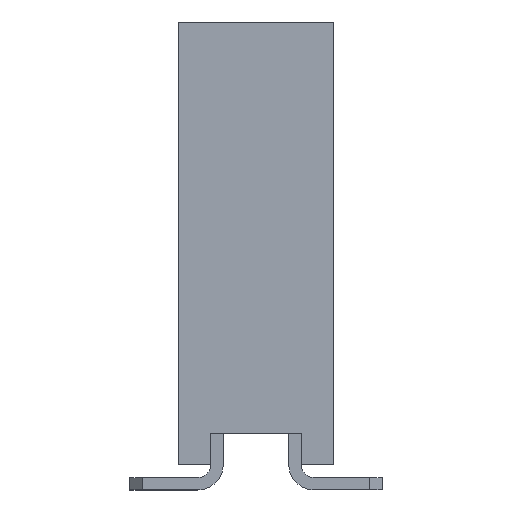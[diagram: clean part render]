
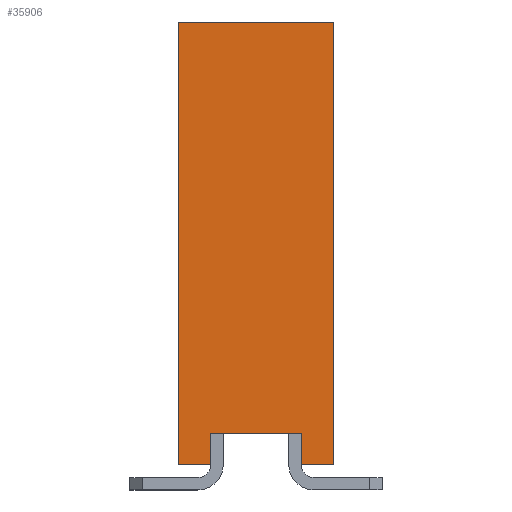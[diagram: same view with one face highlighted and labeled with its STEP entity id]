
A CAD part, front view. The second image highlights one B-rep face of the part: STEP entity #35906.
In plain terms, the highlighted face is planar.
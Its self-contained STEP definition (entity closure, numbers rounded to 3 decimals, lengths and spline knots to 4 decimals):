
#12328=ORIENTED_EDGE('',*,*,#17982,.T.);
#12329=ORIENTED_EDGE('',*,*,#17992,.T.);
#12330=ORIENTED_EDGE('',*,*,#17882,.T.);
#12331=ORIENTED_EDGE('',*,*,#17993,.T.);
#12332=ORIENTED_EDGE('',*,*,#17986,.T.);
#12333=ORIENTED_EDGE('',*,*,#17994,.F.);
#12334=ORIENTED_EDGE('',*,*,#17990,.F.);
#12335=ORIENTED_EDGE('',*,*,#17995,.T.);
#17882=EDGE_CURVE('',#21363,#21362,#24978,.T.);
#17982=EDGE_CURVE('',#21367,#21366,#25078,.T.);
#17986=EDGE_CURVE('',#21371,#21370,#25082,.T.);
#17990=EDGE_CURVE('',#21374,#21375,#25086,.T.);
#17992=EDGE_CURVE('',#21366,#21363,#25088,.T.);
#17993=EDGE_CURVE('',#21362,#21371,#25089,.T.);
#17994=EDGE_CURVE('',#21375,#21370,#25090,.T.);
#17995=EDGE_CURVE('',#21374,#21367,#25091,.T.);
#21362=VERTEX_POINT('',#60689);
#21363=VERTEX_POINT('',#60691);
#21366=VERTEX_POINT('',#60794);
#21367=VERTEX_POINT('',#60796);
#21370=VERTEX_POINT('',#60803);
#21371=VERTEX_POINT('',#60805);
#21374=VERTEX_POINT('',#60812);
#21375=VERTEX_POINT('',#60814);
#24978=LINE('',#60690,#28698);
#25078=LINE('',#60795,#28798);
#25082=LINE('',#60804,#28802);
#25086=LINE('',#60813,#28806);
#25088=LINE('',#60817,#28808);
#25089=LINE('',#60818,#28809);
#25090=LINE('',#60819,#28810);
#25091=LINE('',#60820,#28811);
#28698=VECTOR('',#48929,1000.);
#28798=VECTOR('',#49031,1000.);
#28802=VECTOR('',#49037,1000.);
#28806=VECTOR('',#49043,1000.);
#28808=VECTOR('',#49047,1000.);
#28809=VECTOR('',#49048,1000.);
#28810=VECTOR('',#49049,1000.);
#28811=VECTOR('',#49050,1000.);
#30692=EDGE_LOOP('',(#12328,#12329,#12330,#12331,#12332,#12333,#12334,#12335));
#32670=FACE_BOUND('',#30692,.T.);
#33976=PLANE('',#39220);
#35906=ADVANCED_FACE('',(#32670),#33976,.F.);
#39220=AXIS2_PLACEMENT_3D('',#60816,#49045,#49046);
#48929=DIRECTION('',(0.,0.,-1.));
#49031=DIRECTION('',(0.,0.,1.));
#49037=DIRECTION('',(0.,0.,1.));
#49043=DIRECTION('',(0.,0.,1.));
#49045=DIRECTION('',(-1.,0.,0.));
#49046=DIRECTION('',(0.,0.,1.));
#49047=DIRECTION('',(0.,1.,0.));
#49048=DIRECTION('',(0.,1.,0.));
#49049=DIRECTION('',(0.,1.,0.));
#49050=DIRECTION('',(0.,1.,0.));
#60689=CARTESIAN_POINT('',(30.73,0.725,-3.55));
#60690=CARTESIAN_POINT('',(30.73,0.725,-3.05));
#60691=CARTESIAN_POINT('',(30.73,0.725,-3.05));
#60794=CARTESIAN_POINT('',(30.73,-0.725,-3.05));
#60795=CARTESIAN_POINT('',(30.73,-0.725,-3.55));
#60796=CARTESIAN_POINT('',(30.73,-0.725,-3.55));
#60803=CARTESIAN_POINT('',(30.73,1.25,3.55));
#60804=CARTESIAN_POINT('',(30.73,1.25,-3.55));
#60805=CARTESIAN_POINT('',(30.73,1.25,-3.55));
#60812=CARTESIAN_POINT('',(30.73,-1.25,-3.55));
#60813=CARTESIAN_POINT('',(30.73,-1.25,-3.55));
#60814=CARTESIAN_POINT('',(30.73,-1.25,3.55));
#60816=CARTESIAN_POINT('',(30.73,-1.25,-3.55));
#60817=CARTESIAN_POINT('',(30.73,-0.725,-3.05));
#60818=CARTESIAN_POINT('',(30.73,-1.25,-3.55));
#60819=CARTESIAN_POINT('',(30.73,-1.25,3.55));
#60820=CARTESIAN_POINT('',(30.73,-1.25,-3.55));
